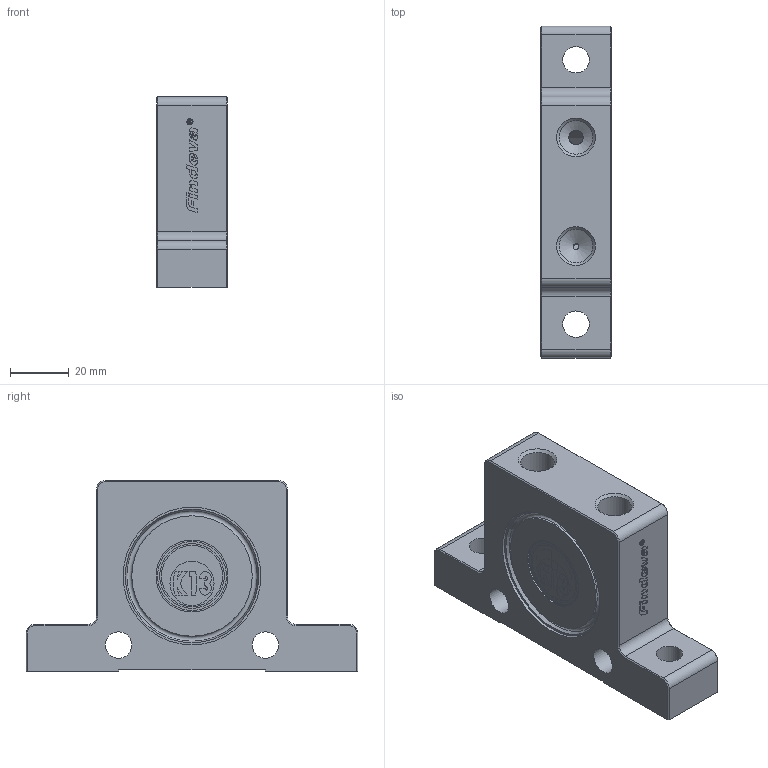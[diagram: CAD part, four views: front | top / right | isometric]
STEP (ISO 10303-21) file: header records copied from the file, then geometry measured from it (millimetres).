
FILE_DESCRIPTION((''),'2;1');
FILE_NAME('1013-00-M.stp','2012-04-15T22:23:53',('Petr'),(''),'Autodesk Inventor 2011','Autodesk Inventor 2011','');
FILE_SCHEMA(('CONFIG_CONTROL_DESIGN'));
Length unit declared in the file: millimetre
Products named in the file (1): 1013-00-M
Bounding box: 24 x 113 x 65 mm (x, y, z)
Volume: 73972.9 mm3; surface area: 29471.4 mm2
Topology: 1 solids, 1 shells, 380 faces, 958 edges, 630 vertices
Faces by surface type: plane 228, cylinder 112, cone 22, torus 10, bspline 8
Full cylindrical faces by diameter (mm): 1.877 x1, 2 x1, 2.087 x1, 5 x1, 9 x4, 11.445 x2, 15 x2, 20.8 x2, 22 x2, 23.5 x2, 24.5 x2, 41 x2, 46.9 x2, 47.9 x1
Entity records: 11716 total; most frequent: CARTESIAN_POINT 2271, DIRECTION 1883, ORIENTED_EDGE 1822, EDGE_CURVE 911, AXIS2_PLACEMENT_3D 634, VERTEX_POINT 620, VECTOR 615, LINE 615
